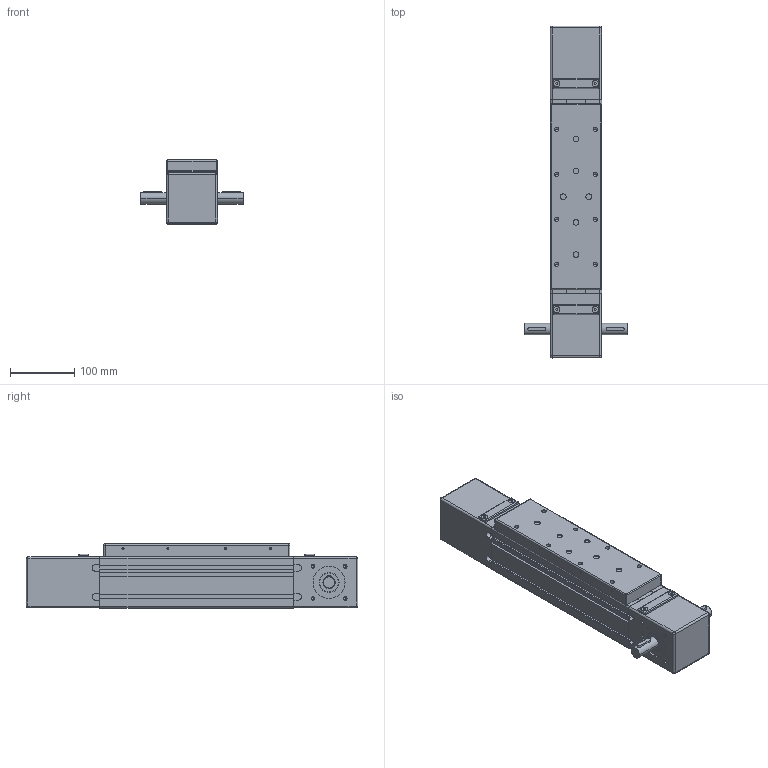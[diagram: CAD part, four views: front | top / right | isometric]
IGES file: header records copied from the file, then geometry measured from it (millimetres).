
Global section: file name: No Iges File Name specified; native system: Autodesk Inventor 2011; preprocessor: AutoDesk Inventor Iges Exporter R2011; author: Matej; date: 20110523.110910; units: millimetre
Bounding box: 160 x 517 x 100 mm (x, y, z)
Volume: 3554949.1 mm3; surface area: 356538.3 mm2
Topology: 4 solids, 13 shells, 587 faces, 1464 edges, 889 vertices
Faces by surface type: plane 199, bspline 146, revolution 114, cylinder 100, cone 16, sphere 12
